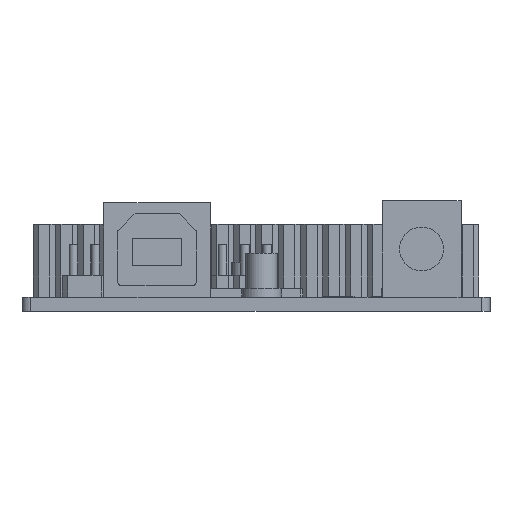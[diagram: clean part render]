
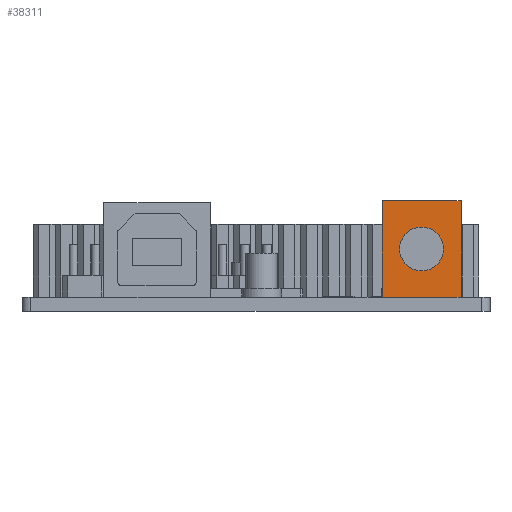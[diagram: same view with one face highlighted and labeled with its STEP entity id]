
A CAD part, left-side view. The second image highlights one B-rep face of the part: STEP entity #38311.
In plain terms, the highlighted planar face has unit normal (-1, 0, 0).
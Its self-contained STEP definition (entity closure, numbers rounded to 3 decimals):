
#22470 = PLANE('',#22471);
#22471 = AXIS2_PLACEMENT_3D('',#22472,#22473,#22474);
#22472 = CARTESIAN_POINT('',(-1.8,12.3,0.));
#22473 = DIRECTION('',(0.,1.,0.));
#22474 = DIRECTION('',(0.,-0.,1.));
#22526 = PLANE('',#22527);
#22527 = AXIS2_PLACEMENT_3D('',#22528,#22529,#22530);
#22528 = CARTESIAN_POINT('',(11.7,3.3,0.));
#22529 = DIRECTION('',(0.,-1.,0.));
#22530 = DIRECTION('',(0.,0.,-1.));
#38073 = CYLINDRICAL_SURFACE('',#38074,2.5);
#38074 = AXIS2_PLACEMENT_3D('',#38075,#38076,#38077);
#38075 = CARTESIAN_POINT('',(-1.8,7.8,5.5));
#38076 = DIRECTION('',(1.,0.,0.));
#38077 = DIRECTION('',(0.,0.,-1.));
#38102 = VERTEX_POINT('',#38103);
#38103 = CARTESIAN_POINT('',(-1.8,7.8,8.));
#38123 = EDGE_CURVE('',#38102,#38102,#38124,.T.);
#38124 = SURFACE_CURVE('',#38125,(#38130,#38137),.PCURVE_S1.);
#38125 = CIRCLE('',#38126,2.5);
#38126 = AXIS2_PLACEMENT_3D('',#38127,#38128,#38129);
#38127 = CARTESIAN_POINT('',(-1.8,7.8,5.5));
#38128 = DIRECTION('',(1.,0.,0.));
#38129 = DIRECTION('',(0.,0.,-1.));
#38130 = PCURVE('',#38073,#38131);
#38131 = DEFINITIONAL_REPRESENTATION('',(#38132),#38136);
#38132 = LINE('',#38133,#38134);
#38133 = CARTESIAN_POINT('',(0.,0.));
#38134 = VECTOR('',#38135,1.);
#38135 = DIRECTION('',(1.,0.));
#38136 = ( GEOMETRIC_REPRESENTATION_CONTEXT(2) 
PARAMETRIC_REPRESENTATION_CONTEXT() REPRESENTATION_CONTEXT('2D SPACE',''
  ) );
#38137 = PCURVE('',#38138,#38143);
#38138 = PLANE('',#38139);
#38139 = AXIS2_PLACEMENT_3D('',#38140,#38141,#38142);
#38140 = CARTESIAN_POINT('',(-1.8,3.3,0.));
#38141 = DIRECTION('',(-1.,0.,0.));
#38142 = DIRECTION('',(0.,0.,1.));
#38143 = DEFINITIONAL_REPRESENTATION('',(#38144),#38152);
#38144 = ( BOUNDED_CURVE() B_SPLINE_CURVE(2,(#38145,#38146,#38147,#38148
    ,#38149,#38150,#38151),.UNSPECIFIED.,.T.,.F.) 
B_SPLINE_CURVE_WITH_KNOTS((1,2,2,2,2,1),(-2.094,0.,
    2.094,4.189,6.283,8.378),
.UNSPECIFIED.) CURVE() GEOMETRIC_REPRESENTATION_ITEM() 
RATIONAL_B_SPLINE_CURVE((1.,0.5,1.,0.5,1.,0.5,1.)) REPRESENTATION_ITEM(
  '') );
#38145 = CARTESIAN_POINT('',(3.,4.5));
#38146 = CARTESIAN_POINT('',(3.,8.83));
#38147 = CARTESIAN_POINT('',(6.75,6.665));
#38148 = CARTESIAN_POINT('',(10.5,4.5));
#38149 = CARTESIAN_POINT('',(6.75,2.335));
#38150 = CARTESIAN_POINT('',(3.,0.17));
#38151 = CARTESIAN_POINT('',(3.,4.5));
#38152 = ( GEOMETRIC_REPRESENTATION_CONTEXT(2) 
PARAMETRIC_REPRESENTATION_CONTEXT() REPRESENTATION_CONTEXT('2D SPACE',''
  ) );
#38180 = PLANE('',#38181);
#38181 = AXIS2_PLACEMENT_3D('',#38182,#38183,#38184);
#38182 = CARTESIAN_POINT('',(4.95,7.8,11.));
#38183 = DIRECTION('',(0.,0.,1.));
#38184 = DIRECTION('',(1.,0.,-0.));
#38239 = VERTEX_POINT('',#38240);
#38240 = CARTESIAN_POINT('',(-1.8,3.3,11.));
#38261 = EDGE_CURVE('',#38262,#38239,#38264,.T.);
#38262 = VERTEX_POINT('',#38263);
#38263 = CARTESIAN_POINT('',(-1.8,3.3,0.));
#38264 = SURFACE_CURVE('',#38265,(#38269,#38276),.PCURVE_S1.);
#38265 = LINE('',#38266,#38267);
#38266 = CARTESIAN_POINT('',(-1.8,3.3,0.));
#38267 = VECTOR('',#38268,1.);
#38268 = DIRECTION('',(0.,0.,1.));
#38269 = PCURVE('',#22526,#38270);
#38270 = DEFINITIONAL_REPRESENTATION('',(#38271),#38275);
#38271 = LINE('',#38272,#38273);
#38272 = CARTESIAN_POINT('',(0.,-13.5));
#38273 = VECTOR('',#38274,1.);
#38274 = DIRECTION('',(-1.,0.));
#38275 = ( GEOMETRIC_REPRESENTATION_CONTEXT(2) 
PARAMETRIC_REPRESENTATION_CONTEXT() REPRESENTATION_CONTEXT('2D SPACE',''
  ) );
#38276 = PCURVE('',#38138,#38277);
#38277 = DEFINITIONAL_REPRESENTATION('',(#38278),#38282);
#38278 = LINE('',#38279,#38280);
#38279 = CARTESIAN_POINT('',(0.,0.));
#38280 = VECTOR('',#38281,1.);
#38281 = DIRECTION('',(1.,0.));
#38282 = ( GEOMETRIC_REPRESENTATION_CONTEXT(2) 
PARAMETRIC_REPRESENTATION_CONTEXT() REPRESENTATION_CONTEXT('2D SPACE',''
  ) );
#38298 = PLANE('',#38299);
#38299 = AXIS2_PLACEMENT_3D('',#38300,#38301,#38302);
#38300 = CARTESIAN_POINT('',(4.95,7.8,0.));
#38301 = DIRECTION('',(0.,0.,1.));
#38302 = DIRECTION('',(1.,0.,-0.));
#38311 = ADVANCED_FACE('',(#38312,#38382),#38138,.T.);
#38312 = FACE_BOUND('',#38313,.T.);
#38313 = EDGE_LOOP('',(#38314,#38337,#38360,#38381));
#38314 = ORIENTED_EDGE('',*,*,#38315,.T.);
#38315 = EDGE_CURVE('',#38239,#38316,#38318,.T.);
#38316 = VERTEX_POINT('',#38317);
#38317 = CARTESIAN_POINT('',(-1.8,12.3,11.));
#38318 = SURFACE_CURVE('',#38319,(#38323,#38330),.PCURVE_S1.);
#38319 = LINE('',#38320,#38321);
#38320 = CARTESIAN_POINT('',(-1.8,3.3,11.));
#38321 = VECTOR('',#38322,1.);
#38322 = DIRECTION('',(0.,1.,0.));
#38323 = PCURVE('',#38138,#38324);
#38324 = DEFINITIONAL_REPRESENTATION('',(#38325),#38329);
#38325 = LINE('',#38326,#38327);
#38326 = CARTESIAN_POINT('',(11.,0.));
#38327 = VECTOR('',#38328,1.);
#38328 = DIRECTION('',(0.,1.));
#38329 = ( GEOMETRIC_REPRESENTATION_CONTEXT(2) 
PARAMETRIC_REPRESENTATION_CONTEXT() REPRESENTATION_CONTEXT('2D SPACE',''
  ) );
#38330 = PCURVE('',#38180,#38331);
#38331 = DEFINITIONAL_REPRESENTATION('',(#38332),#38336);
#38332 = LINE('',#38333,#38334);
#38333 = CARTESIAN_POINT('',(-6.75,-4.5));
#38334 = VECTOR('',#38335,1.);
#38335 = DIRECTION('',(0.,1.));
#38336 = ( GEOMETRIC_REPRESENTATION_CONTEXT(2) 
PARAMETRIC_REPRESENTATION_CONTEXT() REPRESENTATION_CONTEXT('2D SPACE',''
  ) );
#38337 = ORIENTED_EDGE('',*,*,#38338,.F.);
#38338 = EDGE_CURVE('',#38339,#38316,#38341,.T.);
#38339 = VERTEX_POINT('',#38340);
#38340 = CARTESIAN_POINT('',(-1.8,12.3,0.));
#38341 = SURFACE_CURVE('',#38342,(#38346,#38353),.PCURVE_S1.);
#38342 = LINE('',#38343,#38344);
#38343 = CARTESIAN_POINT('',(-1.8,12.3,0.));
#38344 = VECTOR('',#38345,1.);
#38345 = DIRECTION('',(0.,0.,1.));
#38346 = PCURVE('',#38138,#38347);
#38347 = DEFINITIONAL_REPRESENTATION('',(#38348),#38352);
#38348 = LINE('',#38349,#38350);
#38349 = CARTESIAN_POINT('',(0.,9.));
#38350 = VECTOR('',#38351,1.);
#38351 = DIRECTION('',(1.,0.));
#38352 = ( GEOMETRIC_REPRESENTATION_CONTEXT(2) 
PARAMETRIC_REPRESENTATION_CONTEXT() REPRESENTATION_CONTEXT('2D SPACE',''
  ) );
#38353 = PCURVE('',#22470,#38354);
#38354 = DEFINITIONAL_REPRESENTATION('',(#38355),#38359);
#38355 = LINE('',#38356,#38357);
#38356 = CARTESIAN_POINT('',(0.,0.));
#38357 = VECTOR('',#38358,1.);
#38358 = DIRECTION('',(1.,0.));
#38359 = ( GEOMETRIC_REPRESENTATION_CONTEXT(2) 
PARAMETRIC_REPRESENTATION_CONTEXT() REPRESENTATION_CONTEXT('2D SPACE',''
  ) );
#38360 = ORIENTED_EDGE('',*,*,#38361,.F.);
#38361 = EDGE_CURVE('',#38262,#38339,#38362,.T.);
#38362 = SURFACE_CURVE('',#38363,(#38367,#38374),.PCURVE_S1.);
#38363 = LINE('',#38364,#38365);
#38364 = CARTESIAN_POINT('',(-1.8,3.3,0.));
#38365 = VECTOR('',#38366,1.);
#38366 = DIRECTION('',(0.,1.,0.));
#38367 = PCURVE('',#38138,#38368);
#38368 = DEFINITIONAL_REPRESENTATION('',(#38369),#38373);
#38369 = LINE('',#38370,#38371);
#38370 = CARTESIAN_POINT('',(0.,0.));
#38371 = VECTOR('',#38372,1.);
#38372 = DIRECTION('',(0.,1.));
#38373 = ( GEOMETRIC_REPRESENTATION_CONTEXT(2) 
PARAMETRIC_REPRESENTATION_CONTEXT() REPRESENTATION_CONTEXT('2D SPACE',''
  ) );
#38374 = PCURVE('',#38298,#38375);
#38375 = DEFINITIONAL_REPRESENTATION('',(#38376),#38380);
#38376 = LINE('',#38377,#38378);
#38377 = CARTESIAN_POINT('',(-6.75,-4.5));
#38378 = VECTOR('',#38379,1.);
#38379 = DIRECTION('',(0.,1.));
#38380 = ( GEOMETRIC_REPRESENTATION_CONTEXT(2) 
PARAMETRIC_REPRESENTATION_CONTEXT() REPRESENTATION_CONTEXT('2D SPACE',''
  ) );
#38381 = ORIENTED_EDGE('',*,*,#38261,.T.);
#38382 = FACE_BOUND('',#38383,.T.);
#38383 = EDGE_LOOP('',(#38384));
#38384 = ORIENTED_EDGE('',*,*,#38123,.T.);
